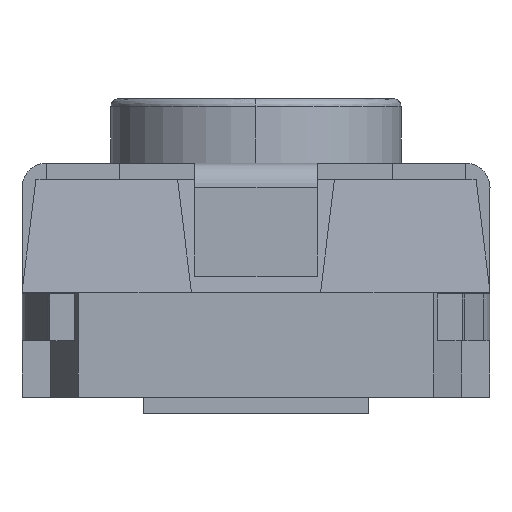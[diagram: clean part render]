
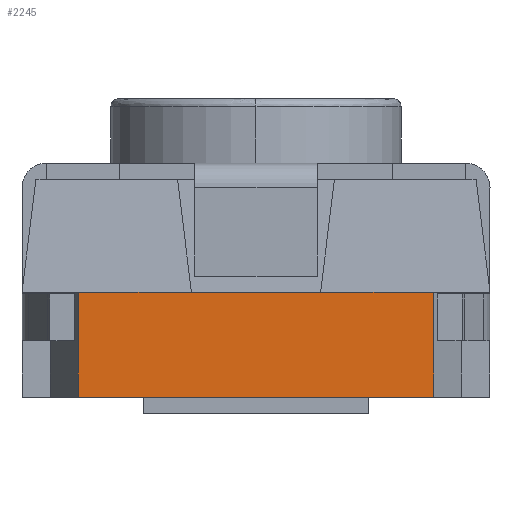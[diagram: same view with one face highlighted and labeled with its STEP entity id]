
A CAD part, left-side view. The second image highlights one B-rep face of the part: STEP entity #2245.
In plain terms, the highlighted planar face has unit normal (-1, 0, 0).
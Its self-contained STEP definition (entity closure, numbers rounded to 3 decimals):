
#155 = PLANE ( 'NONE',  #10062 ) ;
#368 = ORIENTED_EDGE ( 'NONE', *, *, #15788, .T. ) ;
#578 = LINE ( 'NONE', #4224, #7678 ) ;
#584 = ORIENTED_EDGE ( 'NONE', *, *, #16260, .F. ) ;
#979 = DIRECTION ( 'NONE',  ( 0., 0., -1. ) ) ;
#1008 = VERTEX_POINT ( 'NONE', #14514 ) ;
#1482 = CARTESIAN_POINT ( 'NONE',  ( -1.95, -1.1, 0.75 ) ) ;
#1600 = VERTEX_POINT ( 'NONE', #6509 ) ;
#2245 = ADVANCED_FACE ( 'NONE', ( #3281 ), #155, .F. ) ;
#2455 = VECTOR ( 'NONE', #14886, 1000. ) ;
#3069 = VERTEX_POINT ( 'NONE', #14987 ) ;
#3281 = FACE_OUTER_BOUND ( 'NONE', #8170, .T. ) ;
#4224 = CARTESIAN_POINT ( 'NONE',  ( -1.95, -1.45, 0.75 ) ) ;
#4833 = ORIENTED_EDGE ( 'NONE', *, *, #19049, .F. ) ;
#5244 = EDGE_CURVE ( 'NONE', #1600, #1008, #16942, .T. ) ;
#6509 = CARTESIAN_POINT ( 'NONE',  ( -1.95, -1.1, 0.1 ) ) ;
#6617 = CARTESIAN_POINT ( 'NONE',  ( -1.95, -1.45, 1.45 ) ) ;
#6822 = DIRECTION ( 'NONE',  ( 1., 0., 0. ) ) ;
#7543 = CARTESIAN_POINT ( 'NONE',  ( -1.95, -1.1, 1.45 ) ) ;
#7678 = VECTOR ( 'NONE', #11096, 1000. ) ;
#8170 = EDGE_LOOP ( 'NONE', ( #4833, #368, #12795, #19109, #584, #21315 ) ) ;
#8543 = VECTOR ( 'NONE', #979, 1000. ) ;
#8660 = EDGE_CURVE ( 'NONE', #16699, #1600, #19524, .T. ) ;
#8713 = VECTOR ( 'NONE', #21745, 1000. ) ;
#10062 = AXIS2_PLACEMENT_3D ( 'NONE', #6617, #6822, #22206 ) ;
#10453 = DIRECTION ( 'NONE',  ( 0., 1., 0. ) ) ;
#11096 = DIRECTION ( 'NONE',  ( 0., -1., 0. ) ) ;
#11205 = DIRECTION ( 'NONE',  ( 0., -1., 0. ) ) ;
#11407 = CARTESIAN_POINT ( 'NONE',  ( -1.95, 0., 0.1 ) ) ;
#12795 = ORIENTED_EDGE ( 'NONE', *, *, #5244, .F. ) ;
#14514 = CARTESIAN_POINT ( 'NONE',  ( -1.95, 1.1, 0.1 ) ) ;
#14558 = VERTEX_POINT ( 'NONE', #18525 ) ;
#14667 = LINE ( 'NONE', #16254, #2455 ) ;
#14886 = DIRECTION ( 'NONE',  ( 0., 0., -1. ) ) ;
#14889 = CARTESIAN_POINT ( 'NONE',  ( -1.95, -1.45, 0.75 ) ) ;
#14987 = CARTESIAN_POINT ( 'NONE',  ( -1.95, 0.4, 0.75 ) ) ;
#15788 = EDGE_CURVE ( 'NONE', #14558, #1008, #14667, .T. ) ;
#15980 = CARTESIAN_POINT ( 'NONE',  ( -1.95, -1.45, 0.75 ) ) ;
#16254 = CARTESIAN_POINT ( 'NONE',  ( -1.95, 1.1, 1.904 ) ) ;
#16260 = EDGE_CURVE ( 'NONE', #19551, #16699, #21272, .T. ) ;
#16530 = CARTESIAN_POINT ( 'NONE',  ( -1.95, -0.4, 0.75 ) ) ;
#16693 = LINE ( 'NONE', #14889, #8713 ) ;
#16699 = VERTEX_POINT ( 'NONE', #1482 ) ;
#16942 = LINE ( 'NONE', #11407, #19038 ) ;
#18019 = VECTOR ( 'NONE', #11205, 1000. ) ;
#18525 = CARTESIAN_POINT ( 'NONE',  ( -1.95, 1.1, 0.75 ) ) ;
#19038 = VECTOR ( 'NONE', #10453, 1000. ) ;
#19049 = EDGE_CURVE ( 'NONE', #14558, #3069, #16693, .T. ) ;
#19109 = ORIENTED_EDGE ( 'NONE', *, *, #8660, .F. ) ;
#19524 = LINE ( 'NONE', #7543, #8543 ) ;
#19551 = VERTEX_POINT ( 'NONE', #16530 ) ;
#19782 = EDGE_CURVE ( 'NONE', #3069, #19551, #578, .T. ) ;
#21272 = LINE ( 'NONE', #15980, #18019 ) ;
#21315 = ORIENTED_EDGE ( 'NONE', *, *, #19782, .F. ) ;
#21745 = DIRECTION ( 'NONE',  ( 0., -1., 0. ) ) ;
#22206 = DIRECTION ( 'NONE',  ( 0., 0., -1. ) ) ;
